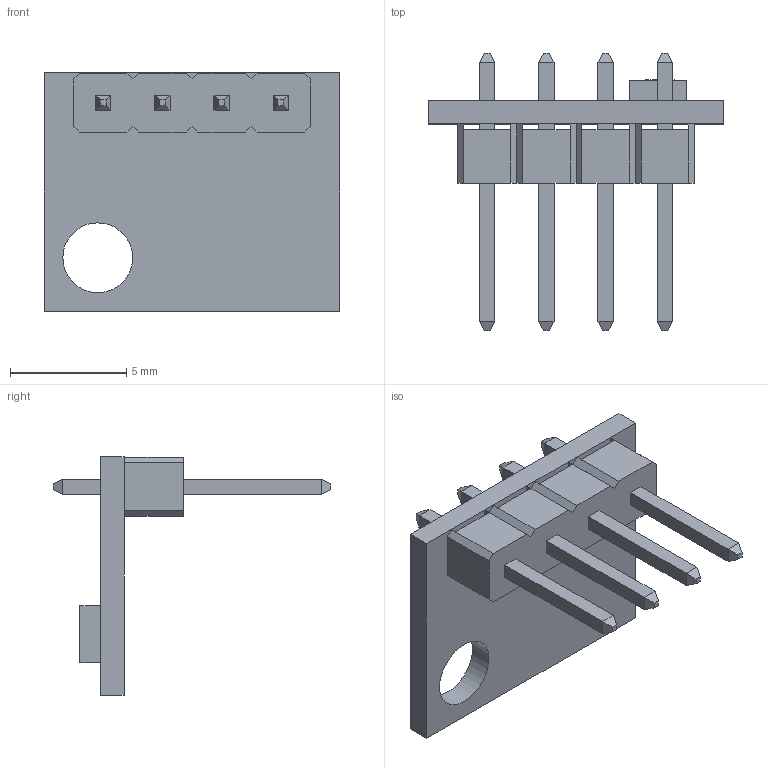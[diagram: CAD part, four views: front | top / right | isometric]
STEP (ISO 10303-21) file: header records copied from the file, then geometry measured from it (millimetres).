
FILE_DESCRIPTION(/* description */ (''),/* implementation_level */ '2;1');
FILE_NAME(/* name */ 'Gy -SGP30 v4.step',/* time_stamp */ '2021-07-17T20:47:24-03:00',/* author */ (''),/* organization */ (''),/* preprocessor_version */ 'ST-DEVELOPER v18.1',/* originating_system */ 'Autodesk Translation Framework v10.9.0.1377',/* authorisation */ '');
FILE_SCHEMA (('AUTOMOTIVE_DESIGN { 1 0 10303 214 3 1 1 }'));
Length unit declared in the file: millimetre
Products named in the file (3): Gy -SGP30; 4-Pin Header - Male - 2.54mm v1; 4-Pin Header - Male - 2.54mm
Assembly tree (2 placements, depth 3):
  Gy -SGP30
    4-Pin Header - Male - 2.54mm v1
      4-Pin Header - Male - 2.54mm
Bounding box: 12.7 x 11.94 x 10.25 mm (x, y, z)
Volume: 203.2 mm3; surface area: 537.9 mm2
Topology: 4 solids, 4 shells, 135 faces, 309 edges, 190 vertices
Faces by surface type: plane 133, cylinder 2
Full cylindrical faces by diameter (mm): 3 x1
Entity records: 3811 total; most frequent: CARTESIAN_POINT 639, ORIENTED_EDGE 618, DIRECTION 593, EDGE_CURVE 309, LINE 305, VECTOR 305, VERTEX_POINT 190, EDGE_LOOP 145
